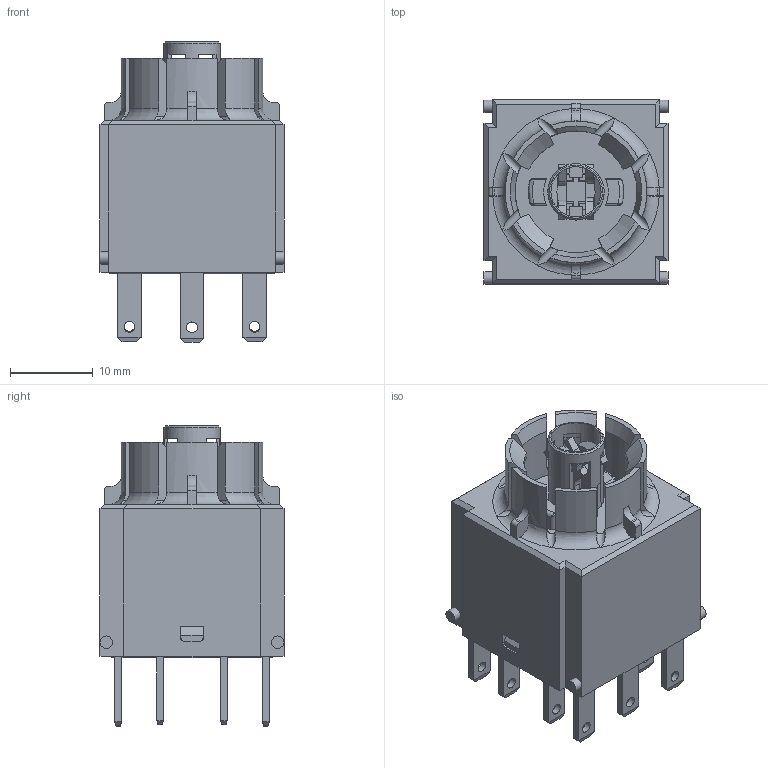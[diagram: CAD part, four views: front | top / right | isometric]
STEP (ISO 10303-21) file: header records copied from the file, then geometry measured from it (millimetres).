
FILE_DESCRIPTION(/* description */ (''),/* implementation_level */ '2;1');
FILE_NAME(/* name */ 'BFL_439_ipt.stp',/* time_stamp */ '2017-03-30T13:52:12+02:00',/* author */ ('ahoffmann'),/* organization */ (''),/* preprocessor_version */ 'ST-DEVELOPER v16.1',/* originating_system */ 'Autodesk Inventor 2016',/* authorisation */ '');
FILE_SCHEMA (('AUTOMOTIVE_DESIGN { 1 0 10303 214 3 1 1 }'));
Length unit declared in the file: centimetre
Products named in the file (1): BFL_439_ipt
Bounding box: 22.2 x 22.2 x 36.25 mm (x, y, z)
Volume: 9468.6 mm3; surface area: 5141.9 mm2
Topology: 1 solids, 1 shells, 760 faces, 2122 edges, 1375 vertices
Faces by surface type: plane 565, bspline 85, cylinder 79, torus 22, cone 9
Full cylindrical faces by diameter (mm): 1.3 x10, 1.5 x4, 6.05 x1, 6.8 x1, 14.7 x1
Entity records: 25066 total; most frequent: CARTESIAN_POINT 6188, ORIENTED_EDGE 4186, DIRECTION 3409, EDGE_CURVE 2093, LINE 1621, VECTOR 1621, VERTEX_POINT 1368, AXIS2_PLACEMENT_3D 894
